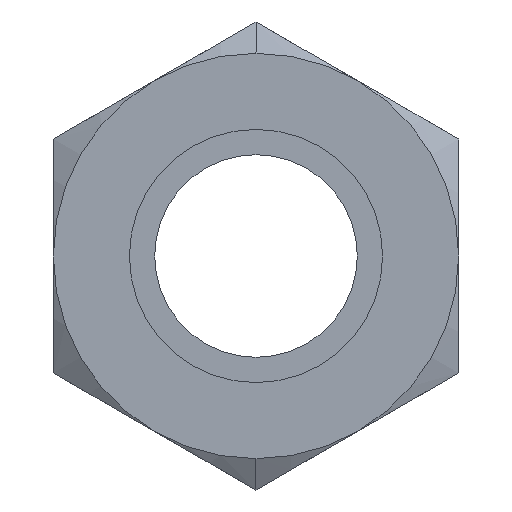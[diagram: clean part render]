
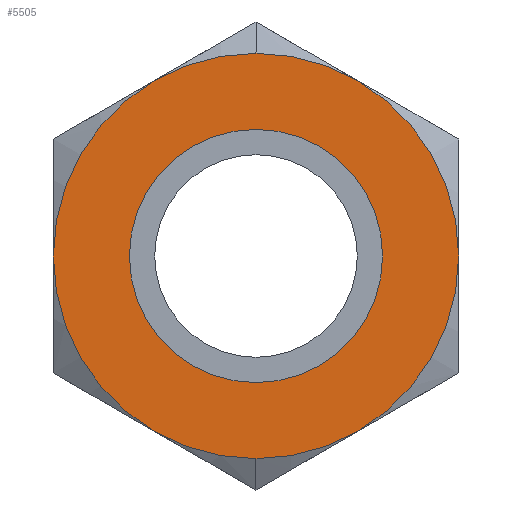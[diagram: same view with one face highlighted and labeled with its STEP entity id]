
A CAD part, left-side view. The second image highlights one B-rep face of the part: STEP entity #5505.
In plain terms, the highlighted planar face has unit normal (-1, 0, 0).
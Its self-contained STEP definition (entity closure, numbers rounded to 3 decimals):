
#132 = VERTEX_POINT ( 'NONE', #8200 ) ;
#292 = FACE_OUTER_BOUND ( 'NONE', #5359, .T. ) ;
#449 = EDGE_CURVE ( 'NONE', #7592, #496, #6020, .T. ) ;
#496 = VERTEX_POINT ( 'NONE', #582 ) ;
#537 = CIRCLE ( 'NONE', #4608, 7.935 ) ;
#582 = CARTESIAN_POINT ( 'NONE',  ( 0., 0., -12.7 ) ) ;
#923 = DIRECTION ( 'NONE',  ( 1., 0., 0. ) ) ;
#1982 = VERTEX_POINT ( 'NONE', #3985 ) ;
#2196 = CIRCLE ( 'NONE', #9150, 12.7 ) ;
#2385 = AXIS2_PLACEMENT_3D ( 'NONE', #3873, #4182, #7104 ) ;
#3873 = CARTESIAN_POINT ( 'NONE',  ( 0., 0., 0. ) ) ;
#3897 = CARTESIAN_POINT ( 'NONE',  ( 0., 0., 0. ) ) ;
#3912 = AXIS2_PLACEMENT_3D ( 'NONE', #4590, #5163, #7322 ) ;
#3982 = EDGE_CURVE ( 'NONE', #496, #7592, #2196, .T. ) ;
#3985 = CARTESIAN_POINT ( 'NONE',  ( 0., 0., -7.935 ) ) ;
#4182 = DIRECTION ( 'NONE',  ( 1., 0., 0. ) ) ;
#4590 = CARTESIAN_POINT ( 'NONE',  ( 0., 0., 6.35 ) ) ;
#4608 = AXIS2_PLACEMENT_3D ( 'NONE', #7280, #7989, #7148 ) ;
#5053 = CIRCLE ( 'NONE', #5366, 7.935 ) ;
#5163 = DIRECTION ( 'NONE',  ( -1., 0., 0. ) ) ;
#5285 = DIRECTION ( 'NONE',  ( 0., 0., -1. ) ) ;
#5358 = FACE_BOUND ( 'NONE', #8851, .T. ) ;
#5359 = EDGE_LOOP ( 'NONE', ( #5763, #8899 ) ) ;
#5366 = AXIS2_PLACEMENT_3D ( 'NONE', #6139, #7588, #8208 ) ;
#5450 = ORIENTED_EDGE ( 'NONE', *, *, #6973, .T. ) ;
#5505 = ADVANCED_FACE ( 'NONE', ( #5358, #292 ), #6716, .T. ) ;
#5763 = ORIENTED_EDGE ( 'NONE', *, *, #449, .F. ) ;
#6020 = CIRCLE ( 'NONE', #2385, 12.7 ) ;
#6139 = CARTESIAN_POINT ( 'NONE',  ( 0., 0., 0. ) ) ;
#6500 = EDGE_CURVE ( 'NONE', #132, #1982, #5053, .T. ) ;
#6716 = PLANE ( 'NONE',  #3912 ) ;
#6973 = EDGE_CURVE ( 'NONE', #1982, #132, #537, .T. ) ;
#7104 = DIRECTION ( 'NONE',  ( 0., 0., 1. ) ) ;
#7148 = DIRECTION ( 'NONE',  ( 0., 0., -1. ) ) ;
#7280 = CARTESIAN_POINT ( 'NONE',  ( 0., 0., 0. ) ) ;
#7322 = DIRECTION ( 'NONE',  ( 0., 0., 1. ) ) ;
#7489 = ORIENTED_EDGE ( 'NONE', *, *, #6500, .T. ) ;
#7588 = DIRECTION ( 'NONE',  ( 1., 0., 0. ) ) ;
#7592 = VERTEX_POINT ( 'NONE', #8048 ) ;
#7989 = DIRECTION ( 'NONE',  ( 1., 0., 0. ) ) ;
#8048 = CARTESIAN_POINT ( 'NONE',  ( 0., 0., 12.7 ) ) ;
#8200 = CARTESIAN_POINT ( 'NONE',  ( 0., 0., 7.935 ) ) ;
#8208 = DIRECTION ( 'NONE',  ( 0., 0., 1. ) ) ;
#8851 = EDGE_LOOP ( 'NONE', ( #5450, #7489 ) ) ;
#8899 = ORIENTED_EDGE ( 'NONE', *, *, #3982, .F. ) ;
#9150 = AXIS2_PLACEMENT_3D ( 'NONE', #3897, #923, #5285 ) ;
